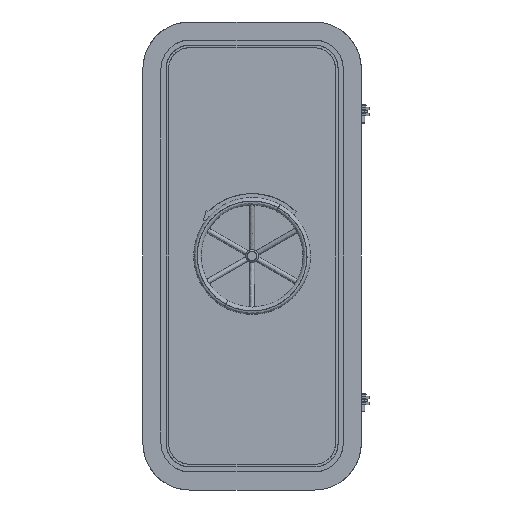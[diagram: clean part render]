
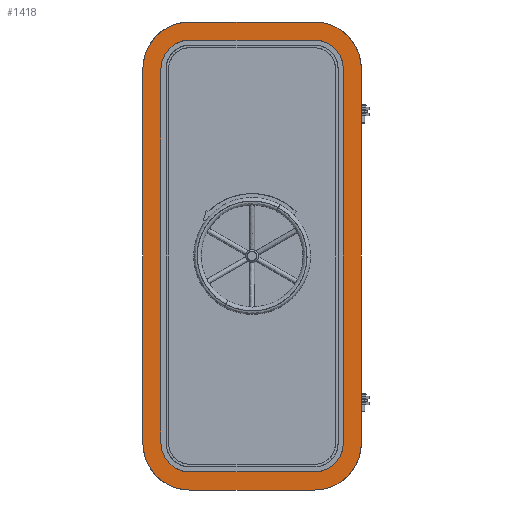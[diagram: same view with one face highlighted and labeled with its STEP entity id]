
A CAD part, front view. The second image highlights one B-rep face of the part: STEP entity #1418.
In plain terms, the highlighted free-form (B-spline) face has degree [1, 1] with [2, 2] control points.
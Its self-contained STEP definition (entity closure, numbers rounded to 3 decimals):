
#1418 = ADVANCED_FACE('',(#1419,#1481),#1550,.T.);
#1419 = FACE_BOUND('',#1420,.T.);
#1420 = EDGE_LOOP('',(#1421,#1430,#1438,#1445,#1453,#1460,#1468,#1475));
#1421 = ORIENTED_EDGE('',*,*,#1422,.T.);
#1422 = EDGE_CURVE('',#1423,#1425,#1427,.T.);
#1423 = VERTEX_POINT('',#1424);
#1424 = CARTESIAN_POINT('',(234.745,0.,-880.294));
#1425 = VERTEX_POINT('',#1426);
#1426 = CARTESIAN_POINT('',(-234.745,0.,-880.294));
#1427 = B_SPLINE_CURVE_WITH_KNOTS('',1,(#1428,#1429),.UNSPECIFIED.,.F.,
  .F.,(2,2),(0.,400.),.PIECEWISE_BEZIER_KNOTS.);
#1428 = CARTESIAN_POINT('',(234.745,0.,-880.294));
#1429 = CARTESIAN_POINT('',(-234.745,0.,-880.294));
#1430 = ORIENTED_EDGE('',*,*,#1431,.T.);
#1431 = EDGE_CURVE('',#1425,#1432,#1434,.T.);
#1432 = VERTEX_POINT('',#1433);
#1433 = CARTESIAN_POINT('',(-410.804,0.,-704.235));
#1434 = ( BOUNDED_CURVE() B_SPLINE_CURVE(2,(#1435,#1436,#1437),
.UNSPECIFIED.,.F.,.F.) B_SPLINE_CURVE_WITH_KNOTS((3,3),(
0.,1.571),.PIECEWISE_BEZIER_KNOTS.) CURVE() 
GEOMETRIC_REPRESENTATION_ITEM() RATIONAL_B_SPLINE_CURVE((1.,
0.707,1.)) REPRESENTATION_ITEM('') );
#1435 = CARTESIAN_POINT('',(-234.745,0.,-880.294));
#1436 = CARTESIAN_POINT('',(-410.804,0.,-880.294));
#1437 = CARTESIAN_POINT('',(-410.804,0.,-704.235));
#1438 = ORIENTED_EDGE('',*,*,#1439,.T.);
#1439 = EDGE_CURVE('',#1432,#1440,#1442,.T.);
#1440 = VERTEX_POINT('',#1441);
#1441 = CARTESIAN_POINT('',(-410.804,0.,704.235));
#1442 = B_SPLINE_CURVE_WITH_KNOTS('',1,(#1443,#1444),.UNSPECIFIED.,.F.,
  .F.,(2,2),(0.,1200.),.PIECEWISE_BEZIER_KNOTS.);
#1443 = CARTESIAN_POINT('',(-410.804,0.,-704.235));
#1444 = CARTESIAN_POINT('',(-410.804,0.,704.235));
#1445 = ORIENTED_EDGE('',*,*,#1446,.T.);
#1446 = EDGE_CURVE('',#1440,#1447,#1449,.T.);
#1447 = VERTEX_POINT('',#1448);
#1448 = CARTESIAN_POINT('',(-234.745,0.,880.294));
#1449 = ( BOUNDED_CURVE() B_SPLINE_CURVE(2,(#1450,#1451,#1452),
.UNSPECIFIED.,.F.,.F.) B_SPLINE_CURVE_WITH_KNOTS((3,3),(0.,
1.571),.PIECEWISE_BEZIER_KNOTS.) CURVE() 
GEOMETRIC_REPRESENTATION_ITEM() RATIONAL_B_SPLINE_CURVE((1.,
0.707,1.)) REPRESENTATION_ITEM('') );
#1450 = CARTESIAN_POINT('',(-410.804,0.,704.235));
#1451 = CARTESIAN_POINT('',(-410.804,0.,880.294));
#1452 = CARTESIAN_POINT('',(-234.745,0.,880.294));
#1453 = ORIENTED_EDGE('',*,*,#1454,.T.);
#1454 = EDGE_CURVE('',#1447,#1455,#1457,.T.);
#1455 = VERTEX_POINT('',#1456);
#1456 = CARTESIAN_POINT('',(234.745,0.,880.294));
#1457 = B_SPLINE_CURVE_WITH_KNOTS('',1,(#1458,#1459),.UNSPECIFIED.,.F.,
  .F.,(2,2),(0.,400.),.PIECEWISE_BEZIER_KNOTS.);
#1458 = CARTESIAN_POINT('',(-234.745,0.,880.294));
#1459 = CARTESIAN_POINT('',(234.745,0.,880.294));
#1460 = ORIENTED_EDGE('',*,*,#1461,.T.);
#1461 = EDGE_CURVE('',#1455,#1462,#1464,.T.);
#1462 = VERTEX_POINT('',#1463);
#1463 = CARTESIAN_POINT('',(410.804,0.,704.235));
#1464 = ( BOUNDED_CURVE() B_SPLINE_CURVE(2,(#1465,#1466,#1467),
.UNSPECIFIED.,.F.,.F.) B_SPLINE_CURVE_WITH_KNOTS((3,3),(0.,
1.571),.PIECEWISE_BEZIER_KNOTS.) CURVE() 
GEOMETRIC_REPRESENTATION_ITEM() RATIONAL_B_SPLINE_CURVE((1.,
0.707,1.)) REPRESENTATION_ITEM('') );
#1465 = CARTESIAN_POINT('',(234.745,0.,880.294));
#1466 = CARTESIAN_POINT('',(410.804,0.,880.294));
#1467 = CARTESIAN_POINT('',(410.804,0.,704.235));
#1468 = ORIENTED_EDGE('',*,*,#1469,.T.);
#1469 = EDGE_CURVE('',#1462,#1470,#1472,.T.);
#1470 = VERTEX_POINT('',#1471);
#1471 = CARTESIAN_POINT('',(410.804,0.,-704.235));
#1472 = B_SPLINE_CURVE_WITH_KNOTS('',1,(#1473,#1474),.UNSPECIFIED.,.F.,
  .F.,(2,2),(0.,1200.),.PIECEWISE_BEZIER_KNOTS.);
#1473 = CARTESIAN_POINT('',(410.804,0.,704.235));
#1474 = CARTESIAN_POINT('',(410.804,0.,-704.235));
#1475 = ORIENTED_EDGE('',*,*,#1476,.T.);
#1476 = EDGE_CURVE('',#1470,#1423,#1477,.T.);
#1477 = ( BOUNDED_CURVE() B_SPLINE_CURVE(2,(#1478,#1479,#1480),
.UNSPECIFIED.,.F.,.F.) B_SPLINE_CURVE_WITH_KNOTS((3,3),(0.,
1.571),.PIECEWISE_BEZIER_KNOTS.) CURVE() 
GEOMETRIC_REPRESENTATION_ITEM() RATIONAL_B_SPLINE_CURVE((1.,
0.707,1.)) REPRESENTATION_ITEM('') );
#1478 = CARTESIAN_POINT('',(410.804,0.,-704.235));
#1479 = CARTESIAN_POINT('',(410.804,0.,-880.294));
#1480 = CARTESIAN_POINT('',(234.745,0.,-880.294));
#1481 = FACE_BOUND('',#1482,.T.);
#1482 = EDGE_LOOP('',(#1483,#1492,#1500,#1507,#1515,#1522,#1529,#1537,
    #1544));
#1483 = ORIENTED_EDGE('',*,*,#1484,.T.);
#1484 = EDGE_CURVE('',#1485,#1487,#1489,.T.);
#1485 = VERTEX_POINT('',#1486);
#1486 = CARTESIAN_POINT('',(342.728,0.,-704.235));
#1487 = VERTEX_POINT('',#1488);
#1488 = CARTESIAN_POINT('',(342.728,0.,704.235));
#1489 = B_SPLINE_CURVE_WITH_KNOTS('',1,(#1490,#1491),.UNSPECIFIED.,.F.,
  .F.,(2,2),(0.,1200.),.PIECEWISE_BEZIER_KNOTS.);
#1490 = CARTESIAN_POINT('',(342.728,0.,-704.235));
#1491 = CARTESIAN_POINT('',(342.728,0.,704.235));
#1492 = ORIENTED_EDGE('',*,*,#1493,.T.);
#1493 = EDGE_CURVE('',#1487,#1494,#1496,.T.);
#1494 = VERTEX_POINT('',#1495);
#1495 = CARTESIAN_POINT('',(234.745,0.,812.218));
#1496 = ( BOUNDED_CURVE() B_SPLINE_CURVE(2,(#1497,#1498,#1499),
.UNSPECIFIED.,.F.,.F.) B_SPLINE_CURVE_WITH_KNOTS((3,3),(0.,
1.571),.PIECEWISE_BEZIER_KNOTS.) CURVE() 
GEOMETRIC_REPRESENTATION_ITEM() RATIONAL_B_SPLINE_CURVE((1.,
0.707,1.)) REPRESENTATION_ITEM('') );
#1497 = CARTESIAN_POINT('',(342.728,0.,704.235));
#1498 = CARTESIAN_POINT('',(342.727,0.,812.217));
#1499 = CARTESIAN_POINT('',(234.745,0.,812.218));
#1500 = ORIENTED_EDGE('',*,*,#1501,.T.);
#1501 = EDGE_CURVE('',#1494,#1502,#1504,.T.);
#1502 = VERTEX_POINT('',#1503);
#1503 = CARTESIAN_POINT('',(-234.745,0.,812.217));
#1504 = B_SPLINE_CURVE_WITH_KNOTS('',1,(#1505,#1506),.UNSPECIFIED.,.F.,
  .F.,(2,2),(0.,400.),.PIECEWISE_BEZIER_KNOTS.);
#1505 = CARTESIAN_POINT('',(234.745,0.,812.218));
#1506 = CARTESIAN_POINT('',(-234.745,0.,812.217));
#1507 = ORIENTED_EDGE('',*,*,#1508,.T.);
#1508 = EDGE_CURVE('',#1502,#1509,#1511,.T.);
#1509 = VERTEX_POINT('',#1510);
#1510 = CARTESIAN_POINT('',(-342.728,0.,704.235));
#1511 = ( BOUNDED_CURVE() B_SPLINE_CURVE(2,(#1512,#1513,#1514),
.UNSPECIFIED.,.F.,.F.) B_SPLINE_CURVE_WITH_KNOTS((3,3),(0.,
1.571),.PIECEWISE_BEZIER_KNOTS.) CURVE() 
GEOMETRIC_REPRESENTATION_ITEM() RATIONAL_B_SPLINE_CURVE((1.,
0.707,1.)) REPRESENTATION_ITEM('') );
#1512 = CARTESIAN_POINT('',(-234.745,0.,812.217));
#1513 = CARTESIAN_POINT('',(-342.727,0.,812.217));
#1514 = CARTESIAN_POINT('',(-342.728,0.,704.235));
#1515 = ORIENTED_EDGE('',*,*,#1516,.T.);
#1516 = EDGE_CURVE('',#1509,#1517,#1519,.T.);
#1517 = VERTEX_POINT('',#1518);
#1518 = CARTESIAN_POINT('',(-342.728,0.,-616.206));
#1519 = B_SPLINE_CURVE_WITH_KNOTS('',1,(#1520,#1521),.UNSPECIFIED.,.F.,
  .F.,(2,2),(0.,1125.),.PIECEWISE_BEZIER_KNOTS.);
#1520 = CARTESIAN_POINT('',(-342.728,0.,704.235));
#1521 = CARTESIAN_POINT('',(-342.728,0.,-616.206));
#1522 = ORIENTED_EDGE('',*,*,#1523,.T.);
#1523 = EDGE_CURVE('',#1517,#1524,#1526,.T.);
#1524 = VERTEX_POINT('',#1525);
#1525 = CARTESIAN_POINT('',(-342.728,0.,-704.235));
#1526 = B_SPLINE_CURVE_WITH_KNOTS('',1,(#1527,#1528),.UNSPECIFIED.,.F.,
  .F.,(2,2),(0.,75.),.PIECEWISE_BEZIER_KNOTS.);
#1527 = CARTESIAN_POINT('',(-342.728,0.,-616.206));
#1528 = CARTESIAN_POINT('',(-342.728,0.,-704.235));
#1529 = ORIENTED_EDGE('',*,*,#1530,.T.);
#1530 = EDGE_CURVE('',#1524,#1531,#1533,.T.);
#1531 = VERTEX_POINT('',#1532);
#1532 = CARTESIAN_POINT('',(-234.745,0.,-812.218));
#1533 = ( BOUNDED_CURVE() B_SPLINE_CURVE(2,(#1534,#1535,#1536),
.UNSPECIFIED.,.F.,.F.) B_SPLINE_CURVE_WITH_KNOTS((3,3),(
0.,1.571),.PIECEWISE_BEZIER_KNOTS.) CURVE() 
GEOMETRIC_REPRESENTATION_ITEM() RATIONAL_B_SPLINE_CURVE((1.,
0.707,1.)) REPRESENTATION_ITEM('') );
#1534 = CARTESIAN_POINT('',(-342.728,0.,-704.235));
#1535 = CARTESIAN_POINT('',(-342.727,0.,-812.217));
#1536 = CARTESIAN_POINT('',(-234.745,0.,-812.218));
#1537 = ORIENTED_EDGE('',*,*,#1538,.T.);
#1538 = EDGE_CURVE('',#1531,#1539,#1541,.T.);
#1539 = VERTEX_POINT('',#1540);
#1540 = CARTESIAN_POINT('',(234.745,0.,-812.218));
#1541 = B_SPLINE_CURVE_WITH_KNOTS('',1,(#1542,#1543),.UNSPECIFIED.,.F.,
  .F.,(2,2),(0.,400.),.PIECEWISE_BEZIER_KNOTS.);
#1542 = CARTESIAN_POINT('',(-234.745,0.,-812.218));
#1543 = CARTESIAN_POINT('',(234.745,0.,-812.218));
#1544 = ORIENTED_EDGE('',*,*,#1545,.T.);
#1545 = EDGE_CURVE('',#1539,#1485,#1546,.T.);
#1546 = ( BOUNDED_CURVE() B_SPLINE_CURVE(2,(#1547,#1548,#1549),
.UNSPECIFIED.,.F.,.F.) B_SPLINE_CURVE_WITH_KNOTS((3,3),(
0.,1.571),.PIECEWISE_BEZIER_KNOTS.) CURVE() 
GEOMETRIC_REPRESENTATION_ITEM() RATIONAL_B_SPLINE_CURVE((1.,
0.707,1.)) REPRESENTATION_ITEM('') );
#1547 = CARTESIAN_POINT('',(234.745,0.,-812.218));
#1548 = CARTESIAN_POINT('',(342.727,0.,-812.217));
#1549 = CARTESIAN_POINT('',(342.728,0.,-704.235));
#1550 = B_SPLINE_SURFACE_WITH_KNOTS('',1,1,(
    (#1551,#1552)
    ,(#1553,#1554
    )),.UNSPECIFIED.,.F.,.F.,.F.,(2,2),(2,2),(-750.,750.),(-350.,350.),
  .PIECEWISE_BEZIER_KNOTS.);
#1551 = CARTESIAN_POINT('',(-410.804,0.,-880.294));
#1552 = CARTESIAN_POINT('',(410.804,0.,-880.294));
#1553 = CARTESIAN_POINT('',(-410.804,0.,880.294));
#1554 = CARTESIAN_POINT('',(410.804,0.,880.294));
